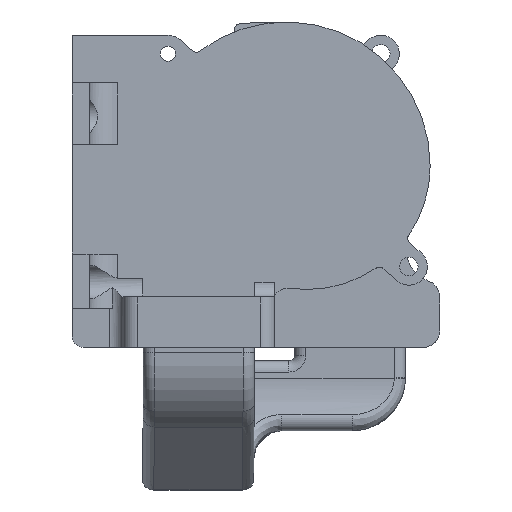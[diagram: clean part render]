
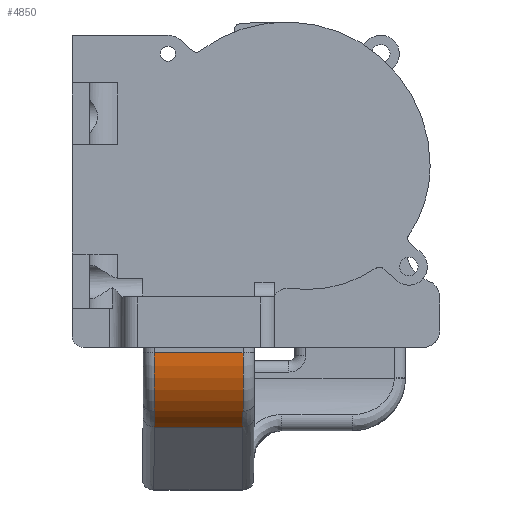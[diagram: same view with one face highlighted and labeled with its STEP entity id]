
A CAD part, left-side view. The second image highlights one B-rep face of the part: STEP entity #4850.
In plain terms, the highlighted cylindrical face has radius 15 mm (diameter 30 mm), a partial arc.
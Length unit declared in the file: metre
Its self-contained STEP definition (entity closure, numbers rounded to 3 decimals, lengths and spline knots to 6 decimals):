
#92=CYLINDRICAL_SURFACE('',#5182,0.015);
#193=CIRCLE('',#5183,0.015);
#194=CIRCLE('',#5184,0.015);
#461=B_SPLINE_CURVE_WITH_KNOTS('',3,(#7199,#7200,#7201,#7202),
 .UNSPECIFIED.,.F.,.F.,(4,4),(0.,0.004731),
 .UNSPECIFIED.);
#462=B_SPLINE_CURVE_WITH_KNOTS('',3,(#7207,#7208,#7209,#7210),
 .UNSPECIFIED.,.F.,.F.,(4,4),(0.,0.004702),.UNSPECIFIED.);
#659=ORIENTED_EDGE('',*,*,#2175,.T.);
#660=ORIENTED_EDGE('',*,*,#2176,.T.);
#661=ORIENTED_EDGE('',*,*,#2158,.F.);
#662=ORIENTED_EDGE('',*,*,#2177,.T.);
#663=ORIENTED_EDGE('',*,*,#2178,.T.);
#664=ORIENTED_EDGE('',*,*,#2136,.F.);
#2136=EDGE_CURVE('',#2897,#2898,#3379,.T.);
#2158=EDGE_CURVE('',#2915,#2916,#3385,.F.);
#2175=EDGE_CURVE('',#2897,#2930,#461,.T.);
#2176=EDGE_CURVE('',#2930,#2916,#193,.F.);
#2177=EDGE_CURVE('',#2915,#2931,#194,.T.);
#2178=EDGE_CURVE('',#2931,#2898,#462,.T.);
#2897=VERTEX_POINT('',#7034);
#2898=VERTEX_POINT('',#7035);
#2915=VERTEX_POINT('',#7155);
#2916=VERTEX_POINT('',#7156);
#2930=VERTEX_POINT('',#7203);
#2931=VERTEX_POINT('',#7206);
#3379=LINE('',#7033,#3738);
#3385=LINE('',#7154,#3744);
#3738=VECTOR('',#5655,1.);
#3744=VECTOR('',#5669,1.);
#4103=EDGE_LOOP('',(#659,#660,#661,#662,#663,#664));
#4420=FACE_BOUND('',#4103,.T.);
#4850=ADVANCED_FACE('',(#4420),#92,.T.);
#5182=AXIS2_PLACEMENT_3D('',#7198,#5691,#5692);
#5183=AXIS2_PLACEMENT_3D('',#7204,#5693,#5694);
#5184=AXIS2_PLACEMENT_3D('',#7205,#5695,#5696);
#5655=DIRECTION('',(0.,1.,0.));
#5669=DIRECTION('',(0.,1.,0.));
#5691=DIRECTION('',(0.,-1.,0.));
#5692=DIRECTION('',(0.,0.,-1.));
#5693=DIRECTION('',(0.,-1.,0.));
#5694=DIRECTION('',(0.,0.,-1.));
#5695=DIRECTION('',(0.,-1.,0.));
#5696=DIRECTION('',(0.,0.,-1.));
#7033=CARTESIAN_POINT('',(-0.143199,-0.0151,-0.037321));
#7034=CARTESIAN_POINT('',(-0.143199,-0.032878,-0.037321));
#7035=CARTESIAN_POINT('',(-0.143199,-0.017078,-0.037321));
#7154=CARTESIAN_POINT('',(-0.1512,-0.0349,-0.024054));
#7155=CARTESIAN_POINT('',(-0.1512,-0.0171,-0.024054));
#7156=CARTESIAN_POINT('',(-0.1512,-0.0329,-0.024054));
#7198=CARTESIAN_POINT('',(-0.1362,0.,-0.024054));
#7199=CARTESIAN_POINT('',(-0.143199,-0.032878,-0.037321));
#7200=CARTESIAN_POINT('',(-0.144612,-0.032884,-0.036576));
#7201=CARTESIAN_POINT('',(-0.145873,-0.032891,-0.035629));
#7202=CARTESIAN_POINT('',(-0.146983,-0.0329,-0.034481));
#7203=CARTESIAN_POINT('',(-0.146983,-0.0329,-0.034481));
#7204=CARTESIAN_POINT('',(-0.1362,-0.0329,-0.024054));
#7205=CARTESIAN_POINT('',(-0.1362,-0.0171,-0.024054));
#7206=CARTESIAN_POINT('',(-0.146963,-0.0171,-0.034502));
#7207=CARTESIAN_POINT('',(-0.146963,-0.0171,-0.034502));
#7208=CARTESIAN_POINT('',(-0.145857,-0.017091,-0.035641));
#7209=CARTESIAN_POINT('',(-0.144603,-0.017084,-0.036581));
#7210=CARTESIAN_POINT('',(-0.143199,-0.017078,-0.037321));
